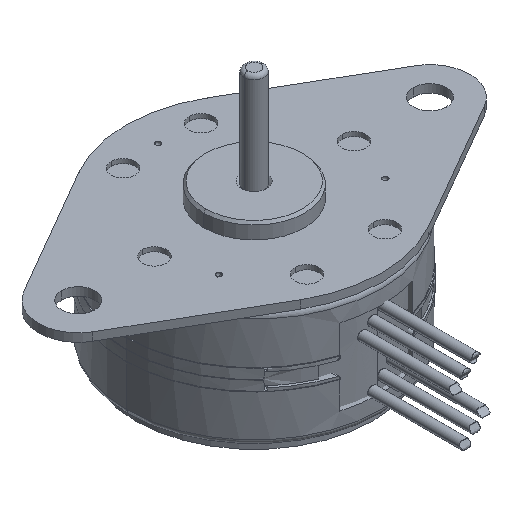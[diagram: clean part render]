
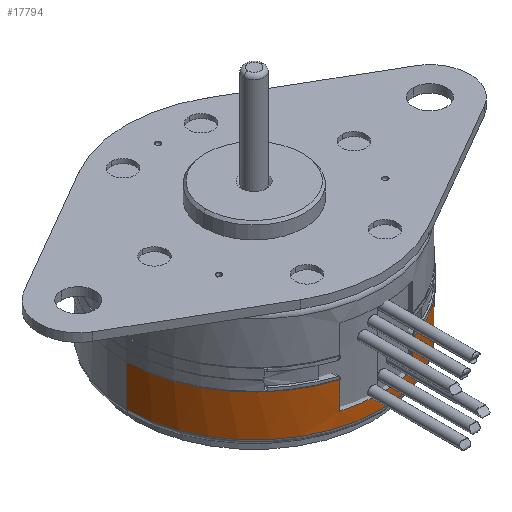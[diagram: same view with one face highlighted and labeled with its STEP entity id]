
A CAD part, isometric view. The second image highlights one B-rep face of the part: STEP entity #17794.
In plain terms, the highlighted cylindrical face has radius 12.639 mm (diameter 25.278 mm), a partial arc.
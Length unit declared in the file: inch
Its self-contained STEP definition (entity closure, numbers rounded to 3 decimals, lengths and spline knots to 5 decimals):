
#6298=DIRECTION('',(0.,0.,-1.));
#6299=VECTOR('',#6298,0.1644);
#6300=CARTESIAN_POINT('',(0.4976,0.,-0.04));
#6301=LINE('',#6300,#6299);
#6302=DIRECTION('',(0.,0.,1.));
#6303=VECTOR('',#6302,0.1644);
#6304=CARTESIAN_POINT('',(-0.4976,0.,-0.2044));
#6305=LINE('',#6304,#6303);
#6306=DIRECTION('',(0.,0.,-1.));
#6307=VECTOR('',#6306,0.109);
#6308=CARTESIAN_POINT('',(-0.142,-0.47691,-0.04));
#6309=LINE('',#6308,#6307);
#6310=DIRECTION('',(0.,0.,1.));
#6311=VECTOR('',#6310,0.109);
#6312=CARTESIAN_POINT('',(0.142,-0.47691,-0.149));
#6313=LINE('',#6312,#6311);
#6314=CARTESIAN_POINT('',(0.,0.,-0.04));
#6315=DIRECTION('',(0.,0.,-1.));
#6316=DIRECTION('',(1.,0.,0.));
#6317=AXIS2_PLACEMENT_3D('',#6314,#6315,#6316);
#8285=CARTESIAN_POINT('',(0.,0.,-0.2044));
#8286=DIRECTION('',(0.,0.,1.));
#8287=DIRECTION('',(-1.,0.,0.));
#8288=AXIS2_PLACEMENT_3D('',#8285,#8286,#8287);
#8290=CARTESIAN_POINT('',(0.,0.,-0.2044));
#8291=DIRECTION('',(0.,0.,1.));
#8292=DIRECTION('',(-1.,-0.006,0.));
#8293=AXIS2_PLACEMENT_3D('',#8290,#8291,#8292);
#10543=CARTESIAN_POINT('',(0.,0.,-0.04));
#10544=DIRECTION('',(0.,0.,-1.));
#10545=DIRECTION('',(-0.285,-0.958,0.));
#10546=AXIS2_PLACEMENT_3D('',#10543,#10544,#10545);
#10697=CARTESIAN_POINT('',(0.,0.,-0.149));
#10698=DIRECTION('',(0.,0.,-1.));
#10699=DIRECTION('',(0.285,-0.958,0.));
#10700=AXIS2_PLACEMENT_3D('',#10697,#10698,#10699);
#14221=CARTESIAN_POINT('',(0.4976,0.,-0.04));
#14223=VERTEX_POINT('',#14221);
#14224=CARTESIAN_POINT('',(-0.4976,0.,-0.04));
#14226=VERTEX_POINT('',#14224);
#15502=CARTESIAN_POINT('',(-0.142,-0.47691,-0.04));
#15503=CARTESIAN_POINT('',(-0.142,-0.47691,-0.149));
#15504=VERTEX_POINT('',#15502);
#15505=VERTEX_POINT('',#15503);
#15506=CARTESIAN_POINT('',(0.142,-0.47691,-0.04));
#15507=VERTEX_POINT('',#15506);
#15508=CARTESIAN_POINT('',(0.4976,0.,-0.2044));
#15509=VERTEX_POINT('',#15508);
#15510=CARTESIAN_POINT('',(-0.4976,0.,-0.2044));
#15511=CARTESIAN_POINT('',(-0.49759,-0.00311,-0.2044));
#15512=VERTEX_POINT('',#15510);
#15513=VERTEX_POINT('',#15511);
#15514=CARTESIAN_POINT('',(0.142,-0.47691,-0.149));
#15515=VERTEX_POINT('',#15514);
#17771=CARTESIAN_POINT('',(0.,0.,-0.20769));
#17772=DIRECTION('',(0.,0.,1.));
#17773=DIRECTION('',(-1.,0.,0.));
#17774=AXIS2_PLACEMENT_3D('',#17771,#17772,#17773);
#17775=CYLINDRICAL_SURFACE('',#17774,0.4976);
#17777=ORIENTED_EDGE('',*,*,#17776,.F.);
#17778=ORIENTED_EDGE('',*,*,#17723,.T.);
#17780=ORIENTED_EDGE('',*,*,#17779,.F.);
#17782=ORIENTED_EDGE('',*,*,#17781,.F.);
#17783=ORIENTED_EDGE('',*,*,#17717,.T.);
#17785=ORIENTED_EDGE('',*,*,#17784,.F.);
#17787=ORIENTED_EDGE('',*,*,#17786,.T.);
#17789=ORIENTED_EDGE('',*,*,#17788,.F.);
#17791=ORIENTED_EDGE('',*,*,#17790,.T.);
#17792=EDGE_LOOP('',(#17777,#17778,#17780,#17782,#17783,#17785,#17787,#17789,
#17791));
#17793=FACE_OUTER_BOUND('',#17792,.F.);
#17794=ADVANCED_FACE('',(#17793),#17775,.T.);
#6318=CIRCLE('',#6317,0.4976);
#8289=CIRCLE('',#8288,0.4976);
#8294=CIRCLE('',#8293,0.4976);
#10547=CIRCLE('',#10546,0.4976);
#10701=CIRCLE('',#10700,0.4976);
#17717=EDGE_CURVE('',#15512,#14226,#6305,.T.);
#17723=EDGE_CURVE('',#14223,#15509,#6301,.T.);
#17776=EDGE_CURVE('',#14223,#15507,#6318,.T.);
#17779=EDGE_CURVE('',#15513,#15509,#8294,.T.);
#17781=EDGE_CURVE('',#15512,#15513,#8289,.T.);
#17784=EDGE_CURVE('',#15504,#14226,#10547,.T.);
#17786=EDGE_CURVE('',#15504,#15505,#6309,.T.);
#17788=EDGE_CURVE('',#15515,#15505,#10701,.T.);
#17790=EDGE_CURVE('',#15515,#15507,#6313,.T.);
